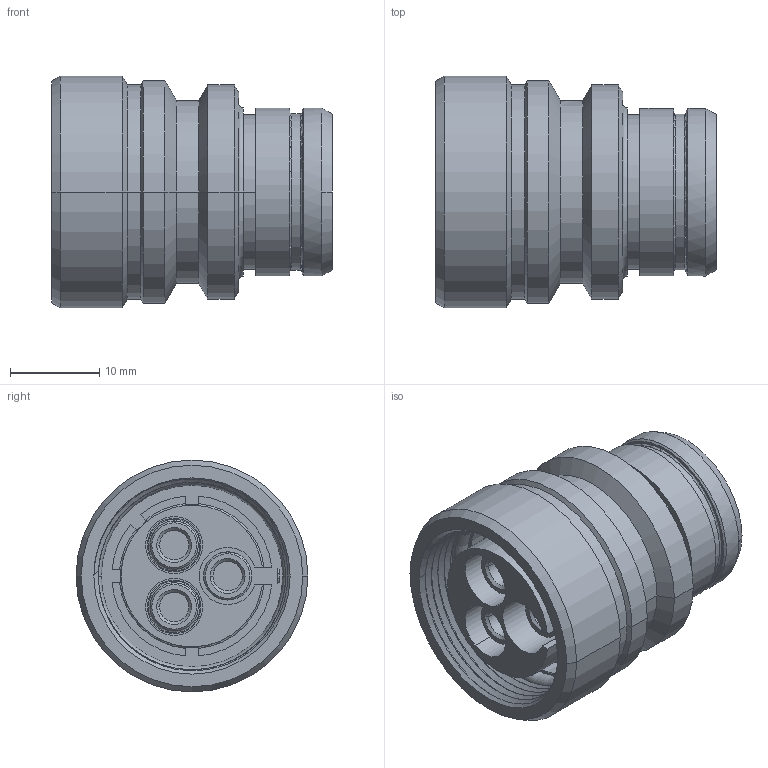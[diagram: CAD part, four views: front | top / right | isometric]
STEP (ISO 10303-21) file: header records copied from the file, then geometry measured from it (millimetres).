
FILE_DESCRIPTION((''),'2;1');
FILE_NAME('1331P303MZ','2024-08-12T11:18:17',('paultorloting'),('NET AG system integration'),'CREO PARAMETRIC BY PTC INC, 2021404','CREO PARAMETRIC BY PTC INC, 2021404','');
FILE_SCHEMA(('AUTOMOTIVE_DESIGN { 1 0 10303 214 1 1 1 1 }'));
Length unit declared in the file: millimetre
Products named in the file (1): 1331P303MZ
Bounding box: 31.5 x 26 x 26 mm (x, y, z)
Volume: 8764.5 mm3; surface area: 7418.7 mm2
Topology: 1 solids, 1 shells, 283 faces, 695 edges, 439 vertices
Faces by surface type: plane 120, cylinder 96, cone 41, torus 16, bspline 10
Entity records: 13936 total; most frequent: CARTESIAN_POINT 4924, DIRECTION 1395, ORIENTED_EDGE 1390, EDGE_CURVE 695, AXIS2_PLACEMENT_3D 512, VERTEX_POINT 439, VECTOR 368, LINE 368
